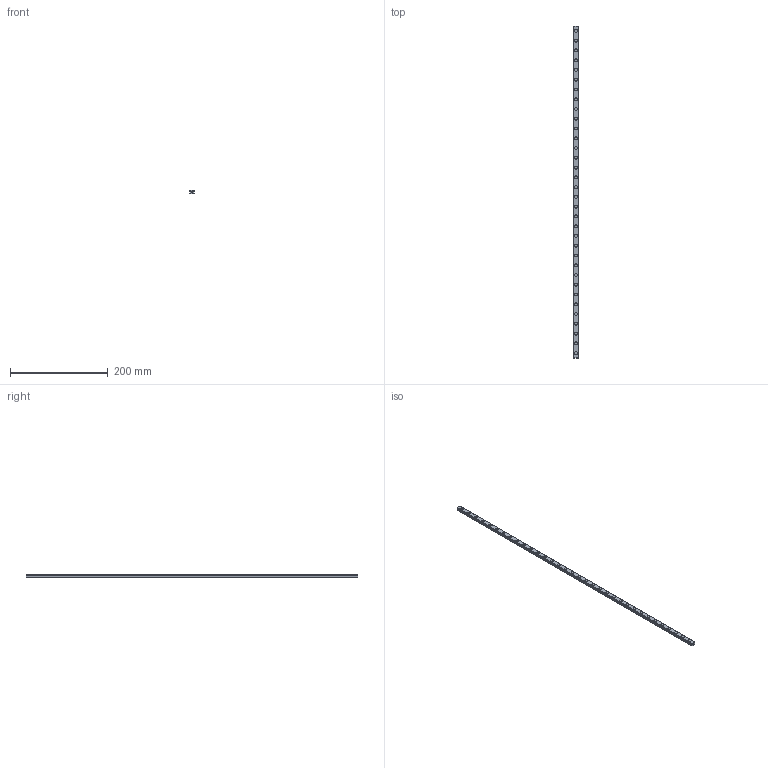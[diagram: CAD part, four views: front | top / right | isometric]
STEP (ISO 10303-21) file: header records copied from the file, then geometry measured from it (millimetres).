
FILE_DESCRIPTION(('STEP AP214'),'1');
FILE_NAME('cctmp_10B52C47-668C-4F42-AA27-17C401847D7E_2021_02_18_14_57_48_0777..stp','2021-02-18T13:57:48',('HIWIN GmbH'),('CADClick - www.CADClick.com'),'Spatial InterOp 3D',' ','unknown authorization');
FILE_SCHEMA(('AUTOMOTIVE_DESIGN'));
Length unit declared in the file: millimetre
Products named in the file (1): MGNR09R680CM_FILE
Bounding box: 9 x 680 x 6.5 mm (x, y, z)
Volume: 33643.3 mm3; surface area: 27557.1 mm2
Topology: 1 solids, 1 shells, 401 faces, 879 edges, 586 vertices
Faces by surface type: cylinder 220, plane 181
Entity records: 14425 total; most frequent: DIRECTION 2123, CARTESIAN_POINT 1867, ORIENTED_EDGE 1758, EDGE_CURVE 879, AXIS2_PLACEMENT_3D 842, VERTEX_POINT 586, EDGE_LOOP 507, CIRCLE 440
